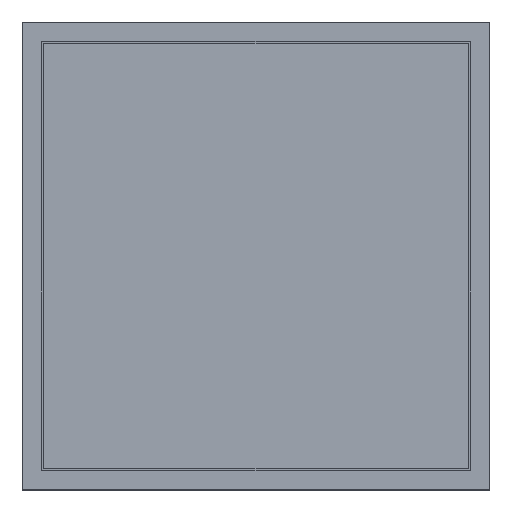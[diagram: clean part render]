
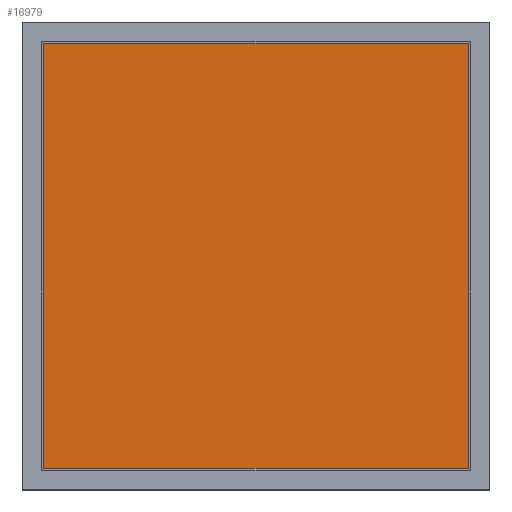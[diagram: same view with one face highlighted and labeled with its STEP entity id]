
A CAD part, top view. The second image highlights one B-rep face of the part: STEP entity #16979.
In plain terms, the highlighted planar face has unit normal (0, 0, 1).
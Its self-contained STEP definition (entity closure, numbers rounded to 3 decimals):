
#16979 = ADVANCED_FACE('',(#16980),#17014,.T.);
#16980 = FACE_BOUND('',#16981,.T.);
#16981 = EDGE_LOOP('',(#16982,#16992,#17000,#17008));
#16982 = ORIENTED_EDGE('',*,*,#16983,.T.);
#16983 = EDGE_CURVE('',#16984,#16986,#16988,.T.);
#16984 = VERTEX_POINT('',#16985);
#16985 = CARTESIAN_POINT('',(-5.45,-5.45,8.2));
#16986 = VERTEX_POINT('',#16987);
#16987 = CARTESIAN_POINT('',(5.45,-5.45,8.2));
#16988 = LINE('',#16989,#16990);
#16989 = CARTESIAN_POINT('',(-5.45,-5.45,8.2));
#16990 = VECTOR('',#16991,1.);
#16991 = DIRECTION('',(1.,0.,0.));
#16992 = ORIENTED_EDGE('',*,*,#16993,.T.);
#16993 = EDGE_CURVE('',#16986,#16994,#16996,.T.);
#16994 = VERTEX_POINT('',#16995);
#16995 = CARTESIAN_POINT('',(5.45,5.45,8.2));
#16996 = LINE('',#16997,#16998);
#16997 = CARTESIAN_POINT('',(5.45,-5.45,8.2));
#16998 = VECTOR('',#16999,1.);
#16999 = DIRECTION('',(0.,1.,0.));
#17000 = ORIENTED_EDGE('',*,*,#17001,.T.);
#17001 = EDGE_CURVE('',#16994,#17002,#17004,.T.);
#17002 = VERTEX_POINT('',#17003);
#17003 = CARTESIAN_POINT('',(-5.45,5.45,8.2));
#17004 = LINE('',#17005,#17006);
#17005 = CARTESIAN_POINT('',(5.45,5.45,8.2));
#17006 = VECTOR('',#17007,1.);
#17007 = DIRECTION('',(-1.,0.,0.));
#17008 = ORIENTED_EDGE('',*,*,#17009,.T.);
#17009 = EDGE_CURVE('',#17002,#16984,#17010,.T.);
#17010 = LINE('',#17011,#17012);
#17011 = CARTESIAN_POINT('',(-5.45,5.45,8.2));
#17012 = VECTOR('',#17013,1.);
#17013 = DIRECTION('',(0.,-1.,0.));
#17014 = PLANE('',#17015);
#17015 = AXIS2_PLACEMENT_3D('',#17016,#17017,#17018);
#17016 = CARTESIAN_POINT('',(-6.,-6.,8.2));
#17017 = DIRECTION('',(0.,0.,1.));
#17018 = DIRECTION('',(1.,0.,0.));
